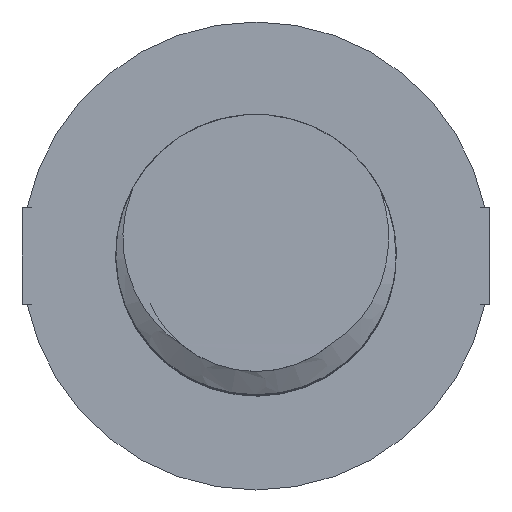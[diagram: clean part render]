
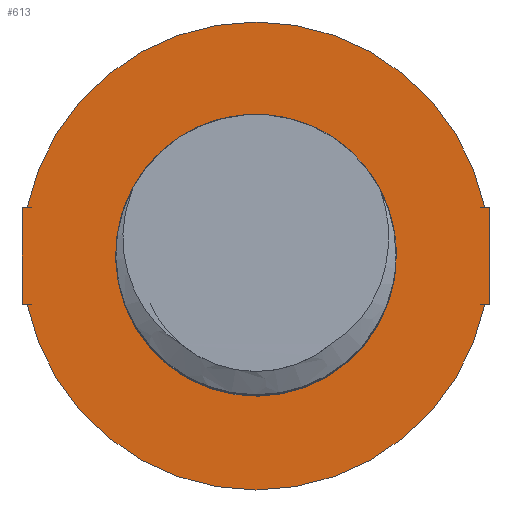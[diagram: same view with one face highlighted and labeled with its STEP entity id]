
A CAD part, top view. The second image highlights one B-rep face of the part: STEP entity #613.
In plain terms, the highlighted planar face has unit normal (0, 0, 1).
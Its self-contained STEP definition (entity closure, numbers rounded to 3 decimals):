
#31=PLANE('',#664);
#35=FACE_BOUND('',#85,.T.);
#55=FACE_OUTER_BOUND('',#84,.T.);
#84=EDGE_LOOP('',(#498,#499,#500,#501,#502,#503,#504,#505,#506,#507));
#85=EDGE_LOOP('',(#508));
#97=CIRCLE('',#649,2.884);
#103=CIRCLE('',#665,4.813);
#104=CIRCLE('',#666,4.813);
#105=CIRCLE('',#667,4.813);
#173=LINE('',#7739,#203);
#176=LINE('',#7748,#206);
#178=LINE('',#7756,#208);
#181=LINE('',#7765,#211);
#182=LINE('',#7769,#212);
#184=LINE('',#7773,#214);
#186=LINE('',#7784,#216);
#203=VECTOR('',#733,10.);
#206=VECTOR('',#738,10.);
#208=VECTOR('',#742,10.);
#211=VECTOR('',#751,10.);
#212=VECTOR('',#754,10.);
#214=VECTOR('',#758,10.);
#216=VECTOR('',#762,10.);
#265=VERTEX_POINT('',#7524);
#276=VERTEX_POINT('',#7736);
#277=VERTEX_POINT('',#7738);
#279=VERTEX_POINT('',#7746);
#281=VERTEX_POINT('',#7752);
#283=VERTEX_POINT('',#7762);
#284=VERTEX_POINT('',#7764);
#285=VERTEX_POINT('',#7766);
#286=VERTEX_POINT('',#7768);
#287=VERTEX_POINT('',#7772);
#289=VERTEX_POINT('',#7780);
#346=EDGE_CURVE('',#265,#265,#97,.F.);
#359=EDGE_CURVE('',#276,#277,#173,.T.);
#363=EDGE_CURVE('',#276,#279,#176,.T.);
#366=EDGE_CURVE('',#281,#279,#178,.T.);
#370=EDGE_CURVE('',#283,#284,#181,.T.);
#372=EDGE_CURVE('',#285,#286,#182,.T.);
#374=EDGE_CURVE('',#286,#287,#184,.T.);
#378=EDGE_CURVE('',#289,#283,#186,.T.);
#379=EDGE_CURVE('',#284,#285,#103,.T.);
#380=EDGE_CURVE('',#277,#289,#104,.T.);
#381=EDGE_CURVE('',#287,#281,#105,.T.);
#498=ORIENTED_EDGE('',*,*,#379,.F.);
#499=ORIENTED_EDGE('',*,*,#370,.F.);
#500=ORIENTED_EDGE('',*,*,#378,.F.);
#501=ORIENTED_EDGE('',*,*,#380,.F.);
#502=ORIENTED_EDGE('',*,*,#359,.F.);
#503=ORIENTED_EDGE('',*,*,#363,.T.);
#504=ORIENTED_EDGE('',*,*,#366,.F.);
#505=ORIENTED_EDGE('',*,*,#381,.F.);
#506=ORIENTED_EDGE('',*,*,#374,.F.);
#507=ORIENTED_EDGE('',*,*,#372,.F.);
#508=ORIENTED_EDGE('',*,*,#346,.F.);
#613=ADVANCED_FACE('',(#55,#35),#31,.T.);
#649=AXIS2_PLACEMENT_3D('',#7525,#712,#713);
#664=AXIS2_PLACEMENT_3D('',#7785,#763,#764);
#665=AXIS2_PLACEMENT_3D('',#7786,#765,#766);
#666=AXIS2_PLACEMENT_3D('',#7787,#767,#768);
#667=AXIS2_PLACEMENT_3D('',#7788,#769,#770);
#712=DIRECTION('center_axis',(0.,0.,
-1.));
#713=DIRECTION('ref_axis',(-1.,0.,0.));
#733=DIRECTION('',(-1.,0.,0.));
#738=DIRECTION('',(0.,1.,0.));
#742=DIRECTION('',(1.,0.,0.));
#751=DIRECTION('',(0.,1.,0.));
#754=DIRECTION('',(0.,1.,0.));
#758=DIRECTION('',(1.,0.,0.));
#762=DIRECTION('',(-1.,0.,0.));
#763=DIRECTION('center_axis',(0.,0.,
1.));
#764=DIRECTION('ref_axis',(1.,0.,0.));
#765=DIRECTION('center_axis',(0.,0.,
-1.));
#766=DIRECTION('ref_axis',(1.,0.,0.));
#767=DIRECTION('center_axis',(0.,0.,
-1.));
#768=DIRECTION('ref_axis',(1.,0.,0.));
#769=DIRECTION('center_axis',(0.,0.,
-1.));
#770=DIRECTION('ref_axis',(1.,0.,0.));
#7524=CARTESIAN_POINT('',(22.061,58.687,-46.375));
#7525=CARTESIAN_POINT('Origin',(19.177,58.687,-46.375));
#7736=CARTESIAN_POINT('',(23.99,57.687,-46.375));
#7738=CARTESIAN_POINT('',(23.885,57.687,-46.375));
#7739=CARTESIAN_POINT('',(23.99,57.687,-46.375));
#7746=CARTESIAN_POINT('',(23.99,59.687,-46.375));
#7748=CARTESIAN_POINT('',(23.99,58.687,-46.375));
#7752=CARTESIAN_POINT('',(23.885,59.687,-46.375));
#7756=CARTESIAN_POINT('',(23.99,59.687,-46.375));
#7762=CARTESIAN_POINT('',(14.365,57.687,-46.375));
#7764=CARTESIAN_POINT('',(14.365,58.564,-46.375));
#7765=CARTESIAN_POINT('',(14.365,58.687,-46.375));
#7766=CARTESIAN_POINT('',(14.365,58.811,-46.375));
#7768=CARTESIAN_POINT('',(14.365,59.687,-46.375));
#7769=CARTESIAN_POINT('',(14.365,58.687,-46.375));
#7772=CARTESIAN_POINT('',(14.469,59.687,-46.375));
#7773=CARTESIAN_POINT('',(23.99,59.687,-46.375));
#7780=CARTESIAN_POINT('',(14.469,57.687,-46.375));
#7784=CARTESIAN_POINT('',(23.99,57.687,-46.375));
#7785=CARTESIAN_POINT('Origin',(23.99,58.687,-46.375));
#7786=CARTESIAN_POINT('Origin',(19.177,58.687,-46.375));
#7787=CARTESIAN_POINT('Origin',(19.177,58.687,-46.375));
#7788=CARTESIAN_POINT('Origin',(19.177,58.687,-46.375));
